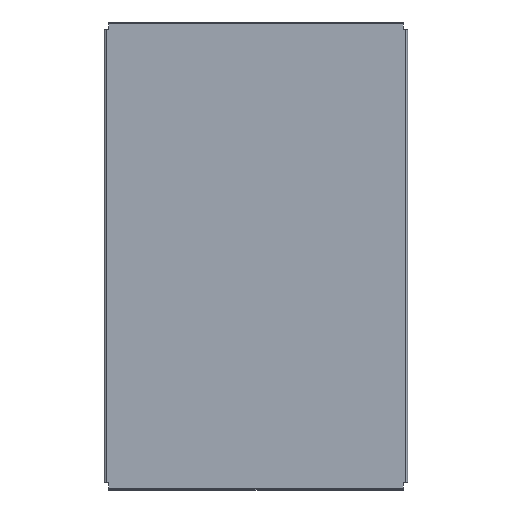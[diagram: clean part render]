
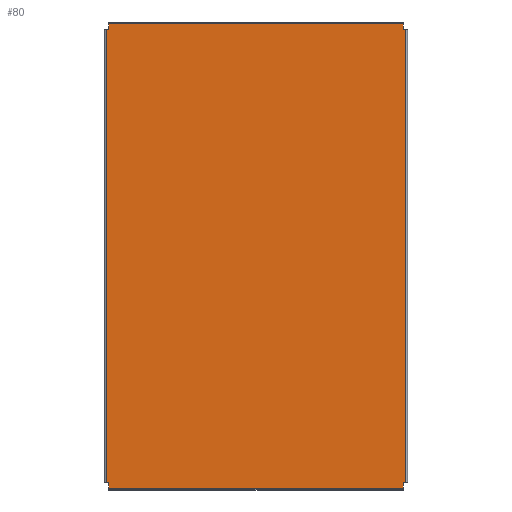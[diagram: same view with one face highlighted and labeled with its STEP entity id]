
A CAD part, top view. The second image highlights one B-rep face of the part: STEP entity #80.
In plain terms, the highlighted planar face has unit normal (0, 0, 1).
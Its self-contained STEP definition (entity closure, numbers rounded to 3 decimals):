
#80 = ADVANCED_FACE ( 'NONE', ( #2441 ), #2011, .T. ) ;
#112 = EDGE_CURVE ( 'NONE', #1230, #1229, #2400, .T. ) ;
#113 = EDGE_CURVE ( 'NONE', #1230, #1224, #3151, .T. ) ;
#114 = EDGE_CURVE ( 'NONE', #1224, #1223, #3259, .T. ) ;
#115 = EDGE_CURVE ( 'NONE', #1223, #1222, #3047, .T. ) ;
#116 = EDGE_CURVE ( 'NONE', #1226, #1222, #3266, .T. ) ;
#117 = EDGE_CURVE ( 'NONE', #1226, #1220, #3257, .T. ) ;
#118 = EDGE_CURVE ( 'NONE', #1225, #1220, #3262, .T. ) ;
#119 = EDGE_CURVE ( 'NONE', #1225, #1218, #3264, .T. ) ;
#120 = EDGE_CURVE ( 'NONE', #1218, #1217, #3255, .T. ) ;
#121 = EDGE_CURVE ( 'NONE', #1217, #1216, #3154, .T. ) ;
#122 = EDGE_CURVE ( 'NONE', #1219, #1216, #3152, .T. ) ;
#123 = EDGE_CURVE ( 'NONE', #1219, #1229, #3253, .T. ) ;
#455 = AXIS2_PLACEMENT_3D ( 'NONE', #2013, #2010, #2004 ) ;
#1112 = ORIENTED_EDGE ( 'NONE', *, *, #123, .T. ) ;
#1113 = ORIENTED_EDGE ( 'NONE', *, *, #122, .F. ) ;
#1114 = ORIENTED_EDGE ( 'NONE', *, *, #121, .T. ) ;
#1115 = ORIENTED_EDGE ( 'NONE', *, *, #120, .T. ) ;
#1116 = ORIENTED_EDGE ( 'NONE', *, *, #119, .T. ) ;
#1117 = ORIENTED_EDGE ( 'NONE', *, *, #118, .F. ) ;
#1118 = ORIENTED_EDGE ( 'NONE', *, *, #117, .T. ) ;
#1119 = ORIENTED_EDGE ( 'NONE', *, *, #116, .F. ) ;
#1120 = ORIENTED_EDGE ( 'NONE', *, *, #115, .T. ) ;
#1132 = ORIENTED_EDGE ( 'NONE', *, *, #113, .T. ) ;
#1216 = VERTEX_POINT ( 'NONE', #2248 ) ;
#1217 = VERTEX_POINT ( 'NONE', #2249 ) ;
#1218 = VERTEX_POINT ( 'NONE', #2253 ) ;
#1219 = VERTEX_POINT ( 'NONE', #2251 ) ;
#1220 = VERTEX_POINT ( 'NONE', #2244 ) ;
#1222 = VERTEX_POINT ( 'NONE', #2246 ) ;
#1223 = VERTEX_POINT ( 'NONE', #2247 ) ;
#1224 = VERTEX_POINT ( 'NONE', #2250 ) ;
#1225 = VERTEX_POINT ( 'NONE', #2243 ) ;
#1226 = VERTEX_POINT ( 'NONE', #2142 ) ;
#1229 = VERTEX_POINT ( 'NONE', #2236 ) ;
#1230 = VERTEX_POINT ( 'NONE', #2169 ) ;
#1995 = DIRECTION ( 'NONE',  ( 0., -1., 0. ) ) ;
#1997 = DIRECTION ( 'NONE',  ( 1., 0., 0. ) ) ;
#2000 = CARTESIAN_POINT ( 'NONE',  ( -242., 381.5, 2. ) ) ;
#2001 = DIRECTION ( 'NONE',  ( 0., 1., 0. ) ) ;
#2002 = CARTESIAN_POINT ( 'NONE',  ( 242., 382.5, 2. ) ) ;
#2003 = DIRECTION ( 'NONE',  ( -1., 0., 0. ) ) ;
#2004 = DIRECTION ( 'NONE',  ( 1., 0., 0. ) ) ;
#2006 = CARTESIAN_POINT ( 'NONE',  ( 247., 372.5, 2. ) ) ;
#2007 = DIRECTION ( 'NONE',  ( 0., 1., 0. ) ) ;
#2009 = DIRECTION ( 'NONE',  ( -1., 0., 0. ) ) ;
#2010 = DIRECTION ( 'NONE',  ( 0., 0., 1. ) ) ;
#2011 = PLANE ( 'NONE',  #455 ) ;
#2013 = CARTESIAN_POINT ( 'NONE',  ( -242., -382.5, 2. ) ) ;
#2016 = CARTESIAN_POINT ( 'NONE',  ( 247., -372.5, 2. ) ) ;
#2017 = DIRECTION ( 'NONE',  ( 0., 1., 0. ) ) ;
#2018 = DIRECTION ( 'NONE',  ( -1., 0., 0. ) ) ;
#2019 = CARTESIAN_POINT ( 'NONE',  ( -242., 382.5, 2. ) ) ;
#2020 = CARTESIAN_POINT ( 'NONE',  ( 242., -381.5, 2. ) ) ;
#2021 = DIRECTION ( 'NONE',  ( 0., -1., 0. ) ) ;
#2023 = CARTESIAN_POINT ( 'NONE',  ( -242., 382.5, 2. ) ) ;
#2025 = DIRECTION ( 'NONE',  ( 1., 0., 0. ) ) ;
#2026 = CARTESIAN_POINT ( 'NONE',  ( 246., -372.5, 2. ) ) ;
#2027 = DIRECTION ( 'NONE',  ( 0., -1., 0. ) ) ;
#2028 = CARTESIAN_POINT ( 'NONE',  ( 242., 382.5, 2. ) ) ;
#2033 = DIRECTION ( 'NONE',  ( 1., 0., 0. ) ) ;
#2034 = CARTESIAN_POINT ( 'NONE',  ( -247., -372.5, 2. ) ) ;
#2040 = CARTESIAN_POINT ( 'NONE',  ( -247., 372.5, 2. ) ) ;
#2041 = CARTESIAN_POINT ( 'NONE',  ( -246., 372.5, 2. ) ) ;
#2142 = CARTESIAN_POINT ( 'NONE',  ( 242., -381.5, 2. ) ) ;
#2169 = CARTESIAN_POINT ( 'NONE',  ( -246., 372.5, 2. ) ) ;
#2236 = CARTESIAN_POINT ( 'NONE',  ( -242., 372.5, 2. ) ) ;
#2243 = CARTESIAN_POINT ( 'NONE',  ( 246., -372.5, 2. ) ) ;
#2244 = CARTESIAN_POINT ( 'NONE',  ( 242., -372.5, 2. ) ) ;
#2246 = CARTESIAN_POINT ( 'NONE',  ( -242., -381.5, 2. ) ) ;
#2247 = CARTESIAN_POINT ( 'NONE',  ( -242., -372.5, 2. ) ) ;
#2248 = CARTESIAN_POINT ( 'NONE',  ( 242., 381.5, 2. ) ) ;
#2249 = CARTESIAN_POINT ( 'NONE',  ( 242., 372.5, 2. ) ) ;
#2250 = CARTESIAN_POINT ( 'NONE',  ( -246., -372.5, 2. ) ) ;
#2251 = CARTESIAN_POINT ( 'NONE',  ( -242., 381.5, 2. ) ) ;
#2253 = CARTESIAN_POINT ( 'NONE',  ( 246., 372.5, 2. ) ) ;
#2400 = LINE ( 'NONE', #2040, #2742 ) ;
#2441 = FACE_OUTER_BOUND ( 'NONE', #2454, .T. ) ;
#2454 = EDGE_LOOP ( 'NONE', ( #2577, #1132, #2602, #1120, #1119, #1118, #1117, #1116, #1115, #1114, #1113, #1112 ) ) ;
#2577 = ORIENTED_EDGE ( 'NONE', *, *, #112, .F. ) ;
#2602 = ORIENTED_EDGE ( 'NONE', *, *, #114, .T. ) ;
#2742 = VECTOR ( 'NONE', #2033, 1000. ) ;
#3047 = LINE ( 'NONE', #2023, #3265 ) ;
#3051 = VECTOR ( 'NONE', #2027, 1000. ) ;
#3059 = VECTOR ( 'NONE', #1995, 1000. ) ;
#3147 = VECTOR ( 'NONE', #1997, 1000. ) ;
#3150 = VECTOR ( 'NONE', #2007, 1000. ) ;
#3151 = LINE ( 'NONE', #2041, #3051 ) ;
#3152 = LINE ( 'NONE', #2000, #3147 ) ;
#3153 = VECTOR ( 'NONE', #2003, 1000. ) ;
#3154 = LINE ( 'NONE', #2002, #3252 ) ;
#3252 = VECTOR ( 'NONE', #2001, 1000. ) ;
#3253 = LINE ( 'NONE', #2019, #3059 ) ;
#3255 = LINE ( 'NONE', #2006, #3153 ) ;
#3257 = LINE ( 'NONE', #2028, #3261 ) ;
#3259 = LINE ( 'NONE', #2034, #3267 ) ;
#3260 = VECTOR ( 'NONE', #2009, 1000. ) ;
#3261 = VECTOR ( 'NONE', #2017, 1000. ) ;
#3262 = LINE ( 'NONE', #2016, #3260 ) ;
#3263 = VECTOR ( 'NONE', #2018, 1000. ) ;
#3264 = LINE ( 'NONE', #2026, #3150 ) ;
#3265 = VECTOR ( 'NONE', #2021, 1000. ) ;
#3266 = LINE ( 'NONE', #2020, #3263 ) ;
#3267 = VECTOR ( 'NONE', #2025, 1000. ) ;
